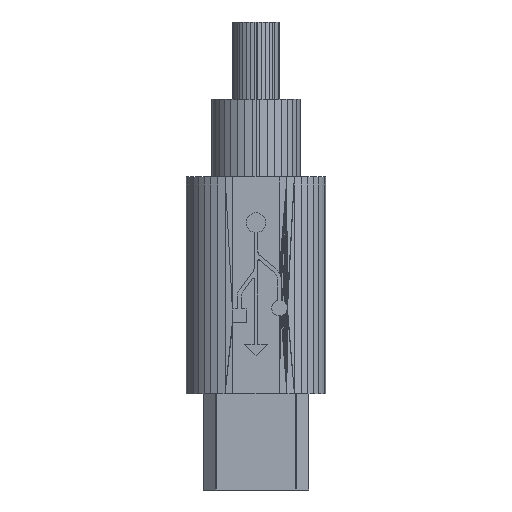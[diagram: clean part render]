
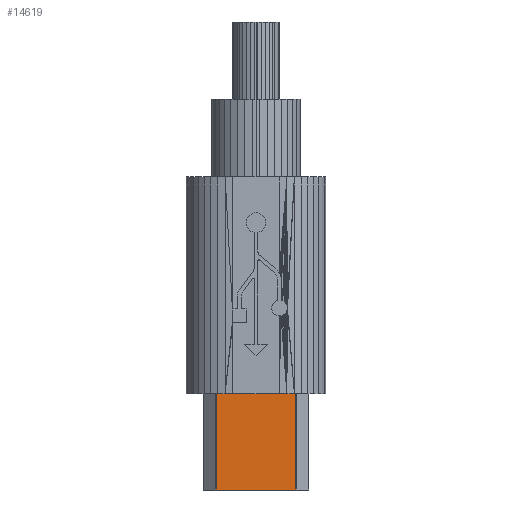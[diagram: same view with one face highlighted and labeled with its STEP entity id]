
A CAD part, front view. The second image highlights one B-rep face of the part: STEP entity #14619.
In plain terms, the highlighted planar face has unit normal (0, -1, 0).
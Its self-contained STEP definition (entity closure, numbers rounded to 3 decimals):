
#44 = PLANE('',#45);
#45 = AXIS2_PLACEMENT_3D('',#46,#47,#48);
#46 = CARTESIAN_POINT('',(0.,0.,0.));
#47 = DIRECTION('',(0.,0.,-1.));
#48 = DIRECTION('',(1.,0.,0.));
#10415 = VERTEX_POINT('',#10416);
#10416 = CARTESIAN_POINT('',(-2.559,-0.9,0.));
#10430 = PLANE('',#10431);
#10431 = AXIS2_PLACEMENT_3D('',#10432,#10433,#10434);
#10432 = CARTESIAN_POINT('',(-2.566,-0.899,
    -3.1));
#10433 = DIRECTION('',(-0.078,-0.997,
    0.));
#10434 = DIRECTION('',(-0.997,0.078,
    0.));
#10442 = EDGE_CURVE('',#10415,#10443,#10445,.T.);
#10443 = VERTEX_POINT('',#10444);
#10444 = CARTESIAN_POINT('',(2.559,-0.9,0.));
#10445 = SURFACE_CURVE('',#10446,(#10450,#10457),.PCURVE_S1.);
#10446 = LINE('',#10447,#10448);
#10447 = CARTESIAN_POINT('',(-2.559,-0.9,0.));
#10448 = VECTOR('',#10449,1.);
#10449 = DIRECTION('',(1.,0.,0.));
#10450 = PCURVE('',#44,#10451);
#10451 = DEFINITIONAL_REPRESENTATION('',(#10452),#10456);
#10452 = LINE('',#10453,#10454);
#10453 = CARTESIAN_POINT('',(-2.559,0.9));
#10454 = VECTOR('',#10455,1.);
#10455 = DIRECTION('',(1.,0.));
#10456 = ( GEOMETRIC_REPRESENTATION_CONTEXT(2) 
PARAMETRIC_REPRESENTATION_CONTEXT() REPRESENTATION_CONTEXT('2D SPACE',''
  ) );
#10457 = PCURVE('',#10458,#10463);
#10458 = PLANE('',#10459);
#10459 = AXIS2_PLACEMENT_3D('',#10460,#10461,#10462);
#10460 = CARTESIAN_POINT('',(0.,-0.9,
    -3.1));
#10461 = DIRECTION('',(-0.,-1.,0.));
#10462 = DIRECTION('',(-1.,0.,-0.));
#10463 = DEFINITIONAL_REPRESENTATION('',(#10464),#10468);
#10464 = LINE('',#10465,#10466);
#10465 = CARTESIAN_POINT('',(2.559,-3.1));
#10466 = VECTOR('',#10467,1.);
#10467 = DIRECTION('',(-1.,0.));
#10468 = ( GEOMETRIC_REPRESENTATION_CONTEXT(2) 
PARAMETRIC_REPRESENTATION_CONTEXT() REPRESENTATION_CONTEXT('2D SPACE',''
  ) );
#10486 = PLANE('',#10487);
#10487 = AXIS2_PLACEMENT_3D('',#10488,#10489,#10490);
#10488 = CARTESIAN_POINT('',(2.566,-0.899,
    -3.1));
#10489 = DIRECTION('',(0.078,-0.997,
    0.));
#10490 = DIRECTION('',(-0.997,-0.078,
    0.));
#13849 = PLANE('',#13850);
#13850 = AXIS2_PLACEMENT_3D('',#13851,#13852,#13853);
#13851 = CARTESIAN_POINT('',(0.,0.069,
    -6.2));
#13852 = DIRECTION('',(0.,0.,-1.));
#13853 = DIRECTION('',(0.,1.,0.));
#14393 = VERTEX_POINT('',#14394);
#14394 = CARTESIAN_POINT('',(2.559,-0.9,
    -6.2));
#14415 = EDGE_CURVE('',#14416,#14393,#14418,.T.);
#14416 = VERTEX_POINT('',#14417);
#14417 = CARTESIAN_POINT('',(-2.559,-0.9,
    -6.2));
#14418 = SURFACE_CURVE('',#14419,(#14423,#14430),.PCURVE_S1.);
#14419 = LINE('',#14420,#14421);
#14420 = CARTESIAN_POINT('',(-2.559,-0.9,
    -6.2));
#14421 = VECTOR('',#14422,1.);
#14422 = DIRECTION('',(1.,0.,0.));
#14423 = PCURVE('',#13849,#14424);
#14424 = DEFINITIONAL_REPRESENTATION('',(#14425),#14429);
#14425 = LINE('',#14426,#14427);
#14426 = CARTESIAN_POINT('',(-0.969,-2.559));
#14427 = VECTOR('',#14428,1.);
#14428 = DIRECTION('',(0.,1.));
#14429 = ( GEOMETRIC_REPRESENTATION_CONTEXT(2) 
PARAMETRIC_REPRESENTATION_CONTEXT() REPRESENTATION_CONTEXT('2D SPACE',''
  ) );
#14430 = PCURVE('',#10458,#14431);
#14431 = DEFINITIONAL_REPRESENTATION('',(#14432),#14436);
#14432 = LINE('',#14433,#14434);
#14433 = CARTESIAN_POINT('',(2.559,3.1));
#14434 = VECTOR('',#14435,1.);
#14435 = DIRECTION('',(-1.,0.));
#14436 = ( GEOMETRIC_REPRESENTATION_CONTEXT(2) 
PARAMETRIC_REPRESENTATION_CONTEXT() REPRESENTATION_CONTEXT('2D SPACE',''
  ) );
#14619 = ADVANCED_FACE('',(#14620),#10458,.T.);
#14620 = FACE_BOUND('',#14621,.T.);
#14621 = EDGE_LOOP('',(#14622,#14643,#14644,#14665));
#14622 = ORIENTED_EDGE('',*,*,#14623,.T.);
#14623 = EDGE_CURVE('',#14393,#10443,#14624,.T.);
#14624 = SURFACE_CURVE('',#14625,(#14629,#14636),.PCURVE_S1.);
#14625 = LINE('',#14626,#14627);
#14626 = CARTESIAN_POINT('',(2.559,-0.9,
    -6.2));
#14627 = VECTOR('',#14628,1.);
#14628 = DIRECTION('',(0.,0.,1.));
#14629 = PCURVE('',#10458,#14630);
#14630 = DEFINITIONAL_REPRESENTATION('',(#14631),#14635);
#14631 = LINE('',#14632,#14633);
#14632 = CARTESIAN_POINT('',(-2.559,3.1));
#14633 = VECTOR('',#14634,1.);
#14634 = DIRECTION('',(0.,-1.));
#14635 = ( GEOMETRIC_REPRESENTATION_CONTEXT(2) 
PARAMETRIC_REPRESENTATION_CONTEXT() REPRESENTATION_CONTEXT('2D SPACE',''
  ) );
#14636 = PCURVE('',#10486,#14637);
#14637 = DEFINITIONAL_REPRESENTATION('',(#14638),#14642);
#14638 = LINE('',#14639,#14640);
#14639 = CARTESIAN_POINT('',(0.008,3.1));
#14640 = VECTOR('',#14641,1.);
#14641 = DIRECTION('',(0.,-1.));
#14642 = ( GEOMETRIC_REPRESENTATION_CONTEXT(2) 
PARAMETRIC_REPRESENTATION_CONTEXT() REPRESENTATION_CONTEXT('2D SPACE',''
  ) );
#14643 = ORIENTED_EDGE('',*,*,#10442,.F.);
#14644 = ORIENTED_EDGE('',*,*,#14645,.T.);
#14645 = EDGE_CURVE('',#10415,#14416,#14646,.T.);
#14646 = SURFACE_CURVE('',#14647,(#14651,#14658),.PCURVE_S1.);
#14647 = LINE('',#14648,#14649);
#14648 = CARTESIAN_POINT('',(-2.559,-0.9,0.));
#14649 = VECTOR('',#14650,1.);
#14650 = DIRECTION('',(0.,0.,-1.));
#14651 = PCURVE('',#10458,#14652);
#14652 = DEFINITIONAL_REPRESENTATION('',(#14653),#14657);
#14653 = LINE('',#14654,#14655);
#14654 = CARTESIAN_POINT('',(2.559,-3.1));
#14655 = VECTOR('',#14656,1.);
#14656 = DIRECTION('',(0.,1.));
#14657 = ( GEOMETRIC_REPRESENTATION_CONTEXT(2) 
PARAMETRIC_REPRESENTATION_CONTEXT() REPRESENTATION_CONTEXT('2D SPACE',''
  ) );
#14658 = PCURVE('',#10430,#14659);
#14659 = DEFINITIONAL_REPRESENTATION('',(#14660),#14664);
#14660 = LINE('',#14661,#14662);
#14661 = CARTESIAN_POINT('',(-0.008,-3.1));
#14662 = VECTOR('',#14663,1.);
#14663 = DIRECTION('',(0.,1.));
#14664 = ( GEOMETRIC_REPRESENTATION_CONTEXT(2) 
PARAMETRIC_REPRESENTATION_CONTEXT() REPRESENTATION_CONTEXT('2D SPACE',''
  ) );
#14665 = ORIENTED_EDGE('',*,*,#14415,.T.);
